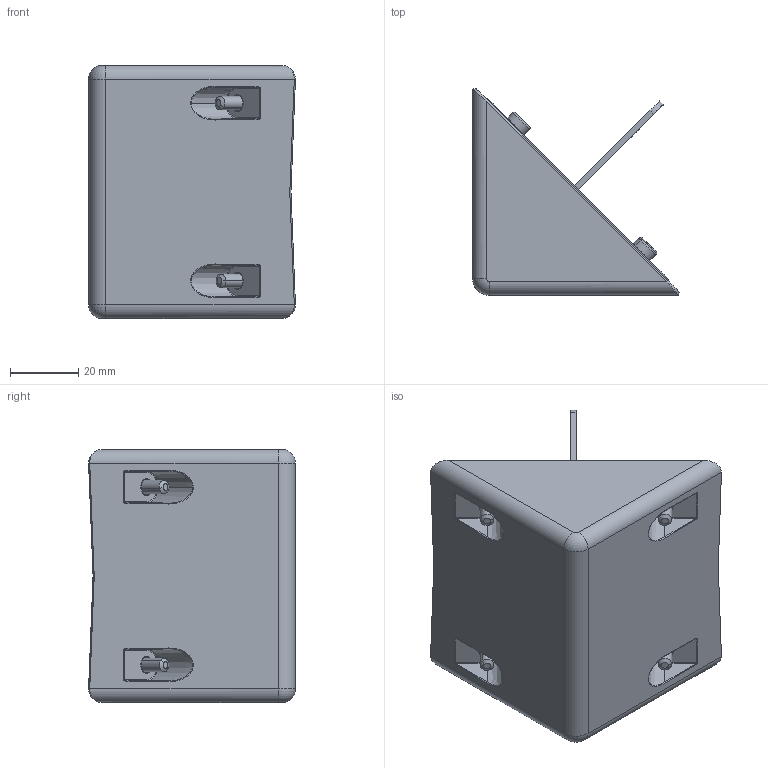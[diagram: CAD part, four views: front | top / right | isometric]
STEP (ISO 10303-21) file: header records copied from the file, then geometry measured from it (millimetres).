
FILE_DESCRIPTION (( 'STEP AP214' ), '1' );
FILE_NAME ('49518010.STEP', '2009-02-11T07:35:54', ( ' ' ), ( '' ), 'SwSTEP 2.0', 'SolidWorks 2008', '' );
FILE_SCHEMA (( 'AUTOMOTIVE_DESIGN' ));
Length unit declared in the file: millimetre
Products named in the file (4): 12433_Standard; 93278_Standard; 82127_Deckel 1.5°; 49518010
Assembly tree (6 placements, depth 2):
  49518010
    93278_Standard  x4
    12433_Standard
    82127_Deckel 1.5°
Bounding box: 60.49 x 60.49 x 74 mm (x, y, z)
Volume: 85186.7 mm3; surface area: 44252.9 mm2
Topology: 7 solids, 7 shells, 391 faces, 898 edges, 527 vertices
Faces by surface type: plane 119, cylinder 105, bspline 69, cone 62, torus 32, sphere 4
Entity records: 10903 total; most frequent: CARTESIAN_POINT 4565, ORIENTED_EDGE 1380, DIRECTION 1202, EDGE_CURVE 690, AXIS2_PLACEMENT_3D 457, VERTEX_POINT 410, EDGE_LOOP 326, ADVANCED_FACE 295
